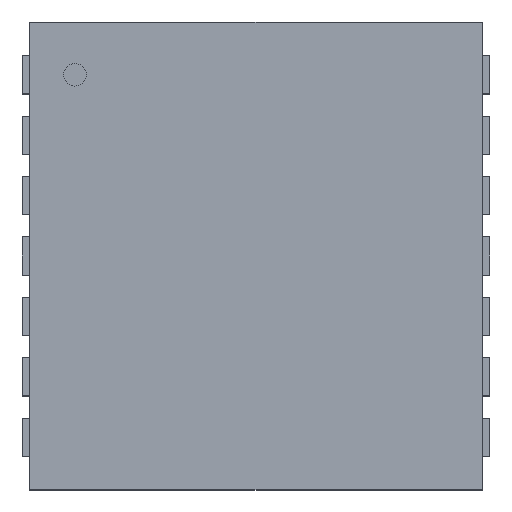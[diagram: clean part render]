
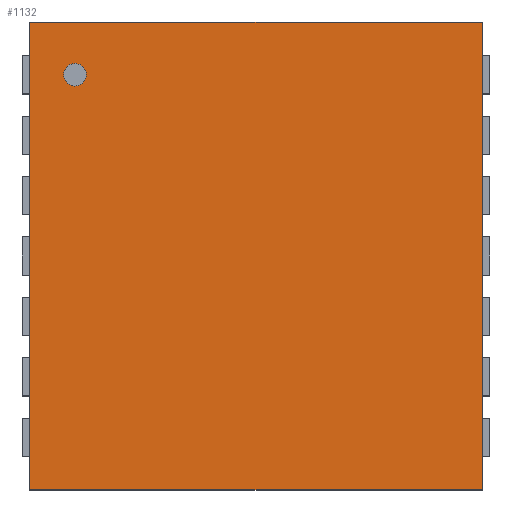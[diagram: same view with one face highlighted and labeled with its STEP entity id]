
A CAD part, top view. The second image highlights one B-rep face of the part: STEP entity #1132.
In plain terms, the highlighted planar face has unit normal (0, 0, 1).
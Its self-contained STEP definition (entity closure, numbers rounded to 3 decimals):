
#35 = VERTEX_POINT ( 'NONE', #1017 ) ;
#57 = VECTOR ( 'NONE', #3682, 1000. ) ;
#223 = DIRECTION ( 'NONE',  ( 1., 0., 0. ) ) ;
#395 = CARTESIAN_POINT ( 'NONE',  ( -1.499, -1.549, 0.813 ) ) ;
#471 = EDGE_LOOP ( 'NONE', ( #2436, #3199, #740, #1068 ) ) ;
#620 = DIRECTION ( 'NONE',  ( 1., 0., 0. ) ) ;
#740 = ORIENTED_EDGE ( 'NONE', *, *, #2337, .T. ) ;
#791 = PLANE ( 'NONE',  #3267 ) ;
#873 = DIRECTION ( 'NONE',  ( 0., -1., 0. ) ) ;
#1017 = CARTESIAN_POINT ( 'NONE',  ( 1.499, -1.549, 0.813 ) ) ;
#1068 = ORIENTED_EDGE ( 'NONE', *, *, #1958, .T. ) ;
#1073 = VECTOR ( 'NONE', #873, 1000. ) ;
#1117 = LINE ( 'NONE', #3148, #1073 ) ;
#1132 = ADVANCED_FACE ( 'NONE', ( #1626 ), #791, .T. ) ;
#1361 = EDGE_CURVE ( 'NONE', #1723, #35, #2610, .T. ) ;
#1392 = LINE ( 'NONE', #2546, #57 ) ;
#1400 = VECTOR ( 'NONE', #620, 1000. ) ;
#1626 = FACE_OUTER_BOUND ( 'NONE', #471, .T. ) ;
#1723 = VERTEX_POINT ( 'NONE', #395 ) ;
#1851 = VERTEX_POINT ( 'NONE', #2185 ) ;
#1909 = CARTESIAN_POINT ( 'NONE',  ( -1.499, -1.549, 0.813 ) ) ;
#1958 = EDGE_CURVE ( 'NONE', #1851, #1723, #1117, .T. ) ;
#2185 = CARTESIAN_POINT ( 'NONE',  ( -1.499, 1.549, 0.813 ) ) ;
#2337 = EDGE_CURVE ( 'NONE', #3498, #1851, #1392, .T. ) ;
#2427 = CARTESIAN_POINT ( 'NONE',  ( 1.499, -1.549, 0.813 ) ) ;
#2436 = ORIENTED_EDGE ( 'NONE', *, *, #1361, .T. ) ;
#2546 = CARTESIAN_POINT ( 'NONE',  ( 1.499, 1.549, 0.813 ) ) ;
#2584 = CARTESIAN_POINT ( 'NONE',  ( 1.499, 1.549, 0.813 ) ) ;
#2610 = LINE ( 'NONE', #3147, #1400 ) ;
#2950 = LINE ( 'NONE', #2427, #3350 ) ;
#3147 = CARTESIAN_POINT ( 'NONE',  ( -1.499, -1.549, 0.813 ) ) ;
#3148 = CARTESIAN_POINT ( 'NONE',  ( -1.499, 1.549, 0.813 ) ) ;
#3199 = ORIENTED_EDGE ( 'NONE', *, *, #3231, .T. ) ;
#3231 = EDGE_CURVE ( 'NONE', #35, #3498, #2950, .T. ) ;
#3263 = DIRECTION ( 'NONE',  ( 0., 1., 0. ) ) ;
#3267 = AXIS2_PLACEMENT_3D ( 'NONE', #1909, #3599, #223 ) ;
#3350 = VECTOR ( 'NONE', #3263, 1000. ) ;
#3498 = VERTEX_POINT ( 'NONE', #2584 ) ;
#3599 = DIRECTION ( 'NONE',  ( 0., 0., 1. ) ) ;
#3682 = DIRECTION ( 'NONE',  ( -1., 0., 0. ) ) ;
